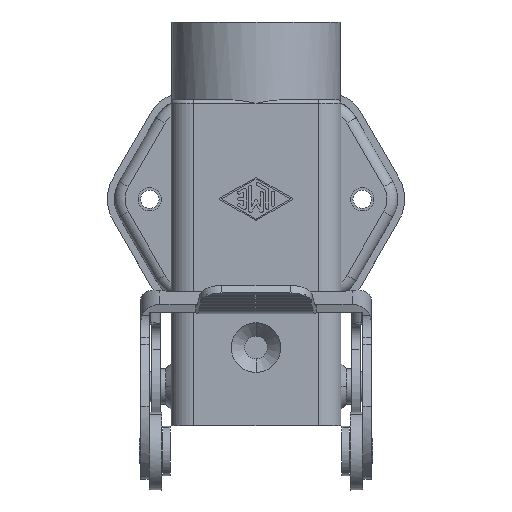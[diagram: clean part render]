
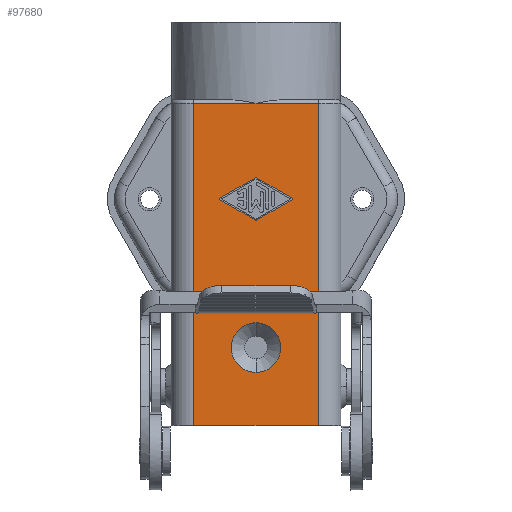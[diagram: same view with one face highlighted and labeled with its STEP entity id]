
A CAD part, top view. The second image highlights one B-rep face of the part: STEP entity #97680.
In plain terms, the highlighted face is planar.
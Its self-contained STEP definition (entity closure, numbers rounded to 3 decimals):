
#1450=CARTESIAN_POINT('',(0.2,27.8,0.));
#1460=VERTEX_POINT('',#1450);
#1490=CARTESIAN_POINT('',(-3.,27.8,0.));
#1500=DIRECTION('',(1.,0.,0.));
#1510=VECTOR('',#1500,1.);
#1520=LINE('',#1490,#1510);
#1530=CARTESIAN_POINT('',(17.8,27.8,0.));
#1540=VERTEX_POINT('',#1530);
#1550=EDGE_CURVE('',#1460,#1540,#1520,.T.);
#5650=CARTESIAN_POINT('',(9.,27.8,-45.5));
#5660=VERTEX_POINT('',#5650);
#5840=CARTESIAN_POINT('',(17.8,27.8,-45.5));
#5850=VERTEX_POINT('',#5840);
#5880=CARTESIAN_POINT('',(0.,27.8,-45.5));
#5890=DIRECTION('',(1.,0.,0.));
#5900=VECTOR('',#5890,1.);
#5910=LINE('',#5880,#5900);
#5920=EDGE_CURVE('',#5660,#5850,#5910,.T.);
#8790=CARTESIAN_POINT('',(0.2,27.8,-45.5));
#8800=VERTEX_POINT('',#8790);
#8810=EDGE_CURVE('',#8800,#5660,#5910,.T.);
#96610=CARTESIAN_POINT('',(-3.,27.8,0.));
#96620=DIRECTION('',(-0.,-1.,-0.));
#96630=DIRECTION('',(-1.,0.,0.));
#96640=AXIS2_PLACEMENT_3D('',#96610,#96620,#96630);
#96650=PLANE('',#96640);
#96660=CARTESIAN_POINT('',(9.,27.8,-11.));
#96670=DIRECTION('',(0.,-1.,0.));
#96680=DIRECTION('',(0.,0.,1.));
#96690=AXIS2_PLACEMENT_3D('',#96660,#96670,#96680);
#96700=CIRCLE('',#96690,3.5);
#96710=CARTESIAN_POINT('',(9.,27.8,-7.5));
#96720=VERTEX_POINT('',#96710);
#96730=CARTESIAN_POINT('',(9.,27.8,-14.5));
#96740=VERTEX_POINT('',#96730);
#96750=EDGE_CURVE('',#96720,#96740,#96700,.T.);
#96760=ORIENTED_EDGE('',*,*,#96750,.T.);
#96770=EDGE_CURVE('',#96740,#96720,#96700,.T.);
#96780=ORIENTED_EDGE('',*,*,#96770,.T.);
#96790=EDGE_LOOP('',(#96780,#96760));
#96800=FACE_BOUND('',#96790,.T.);
#96810=CARTESIAN_POINT('',(14.1,27.8,-32.));
#96820=DIRECTION('',(0.,1.,0.));
#96830=DIRECTION('',(-1.,0.,0.));
#96840=AXIS2_PLACEMENT_3D('',#96810,#96820,#96830);
#96850=CIRCLE('',#96840,0.1);
#96860=CARTESIAN_POINT('',(14.15,27.8,-31.913));
#96870=VERTEX_POINT('',#96860);
#96880=CARTESIAN_POINT('',(14.15,27.8,-32.087));
#96890=VERTEX_POINT('',#96880);
#96900=EDGE_CURVE('',#96870,#96890,#96850,.T.);
#96910=ORIENTED_EDGE('',*,*,#96900,.F.);
#96920=CARTESIAN_POINT('',(0.,27.8,-40.175));
#96930=DIRECTION('',(0.868,0.,0.496));
#96940=VECTOR('',#96930,1.);
#96950=LINE('',#96920,#96940);
#96960=CARTESIAN_POINT('',(9.099,27.8,-34.974));
#96970=VERTEX_POINT('',#96960);
#96980=EDGE_CURVE('',#96970,#96890,#96950,.T.);
#96990=ORIENTED_EDGE('',*,*,#96980,.T.);
#97000=CARTESIAN_POINT('',(9.,27.8,-34.8));
#97010=DIRECTION('',(0.,1.,0.));
#97020=DIRECTION('',(-1.,0.,0.));
#97030=AXIS2_PLACEMENT_3D('',#97000,#97010,#97020);
#97040=CIRCLE('',#97030,0.2);
#97050=CARTESIAN_POINT('',(8.901,27.8,-34.974));
#97060=VERTEX_POINT('',#97050);
#97070=EDGE_CURVE('',#96970,#97060,#97040,.T.);
#97080=ORIENTED_EDGE('',*,*,#97070,.F.);
#97090=CARTESIAN_POINT('',(0.,27.8,-29.886));
#97100=DIRECTION('',(0.868,0.,-0.496));
#97110=VECTOR('',#97100,1.);
#97120=LINE('',#97090,#97110);
#97130=CARTESIAN_POINT('',(3.85,27.8,-32.087));
#97140=VERTEX_POINT('',#97130);
#97150=EDGE_CURVE('',#97140,#97060,#97120,.T.);
#97160=ORIENTED_EDGE('',*,*,#97150,.T.);
#97170=CARTESIAN_POINT('',(3.9,27.8,-32.));
#97180=DIRECTION('',(0.,1.,0.));
#97190=DIRECTION('',(-1.,0.,0.));
#97200=AXIS2_PLACEMENT_3D('',#97170,#97180,#97190);
#97210=CIRCLE('',#97200,0.1);
#97220=CARTESIAN_POINT('',(3.85,27.8,-31.913));
#97230=VERTEX_POINT('',#97220);
#97240=EDGE_CURVE('',#97140,#97230,#97210,.T.);
#97250=ORIENTED_EDGE('',*,*,#97240,.F.);
#97260=CARTESIAN_POINT('',(0.,27.8,-34.114));
#97270=DIRECTION('',(-0.868,0.,-0.496));
#97280=VECTOR('',#97270,1.);
#97290=LINE('',#97260,#97280);
#97300=CARTESIAN_POINT('',(8.901,27.8,-29.026));
#97310=VERTEX_POINT('',#97300);
#97320=EDGE_CURVE('',#97310,#97230,#97290,.T.);
#97330=ORIENTED_EDGE('',*,*,#97320,.T.);
#97340=CARTESIAN_POINT('',(9.,27.8,-29.2));
#97350=DIRECTION('',(0.,1.,0.));
#97360=DIRECTION('',(-1.,0.,0.));
#97370=AXIS2_PLACEMENT_3D('',#97340,#97350,#97360);
#97380=CIRCLE('',#97370,0.2);
#97390=CARTESIAN_POINT('',(9.099,27.8,-29.026));
#97400=VERTEX_POINT('',#97390);
#97410=EDGE_CURVE('',#97310,#97400,#97380,.T.);
#97420=ORIENTED_EDGE('',*,*,#97410,.F.);
#97430=CARTESIAN_POINT('',(0.,27.8,-23.825));
#97440=DIRECTION('',(-0.868,0.,0.496));
#97450=VECTOR('',#97440,1.);
#97460=LINE('',#97430,#97450);
#97470=EDGE_CURVE('',#96870,#97400,#97460,.T.);
#97480=ORIENTED_EDGE('',*,*,#97470,.T.);
#97490=EDGE_LOOP('',(#97480,#97420,#97330,#97250,#97160,#97080,#96990,
#96910));
#97500=FACE_BOUND('',#97490,.T.);
#97510=ORIENTED_EDGE('',*,*,#1550,.T.);
#97520=CARTESIAN_POINT('',(0.2,27.8,0.));
#97530=DIRECTION('',(0.,0.,-1.));
#97540=VECTOR('',#97530,1.);
#97550=LINE('',#97520,#97540);
#97560=EDGE_CURVE('',#1460,#8800,#97550,.T.);
#97570=ORIENTED_EDGE('',*,*,#97560,.F.);
#97580=ORIENTED_EDGE('',*,*,#8810,.F.);
#97590=ORIENTED_EDGE('',*,*,#5920,.F.);
#97600=CARTESIAN_POINT('',(17.8,27.8,0.));
#97610=DIRECTION('',(0.,0.,-1.));
#97620=VECTOR('',#97610,1.);
#97630=LINE('',#97600,#97620);
#97640=EDGE_CURVE('',#1540,#5850,#97630,.T.);
#97650=ORIENTED_EDGE('',*,*,#97640,.T.);
#97660=EDGE_LOOP('',(#97650,#97590,#97580,#97570,#97510));
#97670=FACE_OUTER_BOUND('',#97660,.T.);
#97680=ADVANCED_FACE('',(#96800,#97500,#97670),#96650,.F.);
